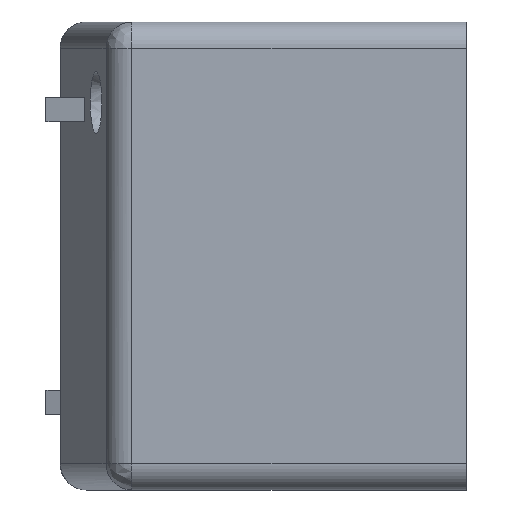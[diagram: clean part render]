
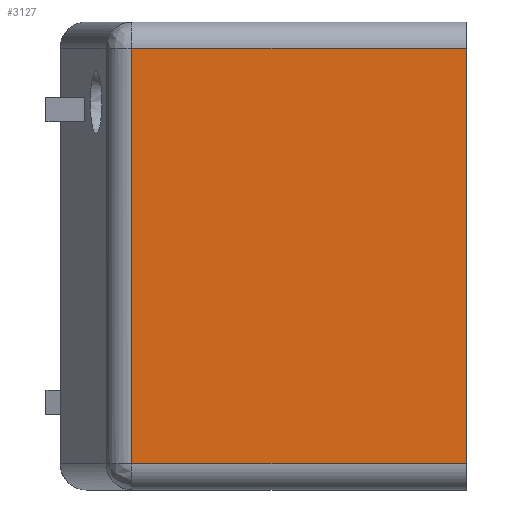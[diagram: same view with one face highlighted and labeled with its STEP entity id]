
A CAD part, left-side view. The second image highlights one B-rep face of the part: STEP entity #3127.
In plain terms, the highlighted free-form (B-spline) face has degree [1, 1] with [2, 2] control points.
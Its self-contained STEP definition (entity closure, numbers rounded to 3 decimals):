
#2720 = EDGE_CURVE('',#2721,#2723,#2725,.T.);
#2721 = VERTEX_POINT('',#2722);
#2722 = CARTESIAN_POINT('',(-109.5,0.,
    48.04));
#2723 = VERTEX_POINT('',#2724);
#2724 = CARTESIAN_POINT('',(-109.5,0.,
    2.868));
#2725 = B_SPLINE_CURVE_WITH_KNOTS('',1,(#2726,#2727),.UNSPECIFIED.,.F.,
  .F.,(2,2),(3.,50.25),.PIECEWISE_BEZIER_KNOTS.);
#2726 = CARTESIAN_POINT('',(-109.5,0.,
    48.04));
#2727 = CARTESIAN_POINT('',(-109.5,0.,
    2.868));
#3127 = ADVANCED_FACE('',(#3128),#3150,.T.);
#3128 = FACE_BOUND('',#3129,.T.);
#3129 = EDGE_LOOP('',(#3130,#3139,#3144,#3145));
#3130 = ORIENTED_EDGE('',*,*,#3131,.T.);
#3131 = EDGE_CURVE('',#3132,#3134,#3136,.T.);
#3132 = VERTEX_POINT('',#3133);
#3133 = CARTESIAN_POINT('',(-109.5,36.341,
    48.04));
#3134 = VERTEX_POINT('',#3135);
#3135 = CARTESIAN_POINT('',(-109.5,36.341,
    2.868));
#3136 = B_SPLINE_CURVE_WITH_KNOTS('',1,(#3137,#3138),.UNSPECIFIED.,.F.,
  .F.,(2,2),(3.,50.25),.PIECEWISE_BEZIER_KNOTS.);
#3137 = CARTESIAN_POINT('',(-109.5,36.341,
    48.04));
#3138 = CARTESIAN_POINT('',(-109.5,36.341,
    2.868));
#3139 = ORIENTED_EDGE('',*,*,#3140,.F.);
#3140 = EDGE_CURVE('',#2723,#3134,#3141,.T.);
#3141 = B_SPLINE_CURVE_WITH_KNOTS('',1,(#3142,#3143),.UNSPECIFIED.,.F.,
  .F.,(2,2),(0.,38.012),.PIECEWISE_BEZIER_KNOTS.);
#3142 = CARTESIAN_POINT('',(-109.5,0.,
    2.868));
#3143 = CARTESIAN_POINT('',(-109.5,36.341,
    2.868));
#3144 = ORIENTED_EDGE('',*,*,#2720,.F.);
#3145 = ORIENTED_EDGE('',*,*,#3146,.T.);
#3146 = EDGE_CURVE('',#2721,#3132,#3147,.T.);
#3147 = B_SPLINE_CURVE_WITH_KNOTS('',1,(#3148,#3149),.UNSPECIFIED.,.F.,
  .F.,(2,2),(-20.25,17.762),.PIECEWISE_BEZIER_KNOTS.);
#3148 = CARTESIAN_POINT('',(-109.5,0.,
    48.04));
#3149 = CARTESIAN_POINT('',(-109.5,36.341,
    48.04));
#3150 = B_SPLINE_SURFACE_WITH_KNOTS('',1,1,(
    (#3151,#3152)
    ,(#3153,#3154
    )),.UNSPECIFIED.,.F.,.F.,.F.,(2,2),(2,2),(-20.25,17.762),(
    3.,50.25),.PIECEWISE_BEZIER_KNOTS.);
#3151 = CARTESIAN_POINT('',(-109.5,0.,
    48.04));
#3152 = CARTESIAN_POINT('',(-109.5,0.,
    2.868));
#3153 = CARTESIAN_POINT('',(-109.5,36.341,
    48.04));
#3154 = CARTESIAN_POINT('',(-109.5,36.341,
    2.868));
